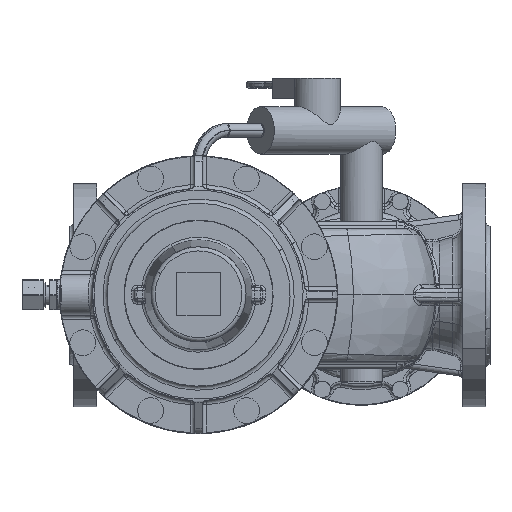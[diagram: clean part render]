
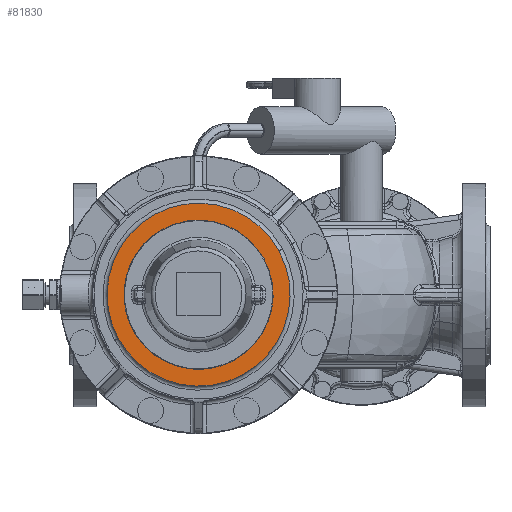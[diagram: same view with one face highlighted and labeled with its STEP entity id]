
A CAD part, top view. The second image highlights one B-rep face of the part: STEP entity #81830.
In plain terms, the highlighted planar face has unit normal (0, 0, 1).
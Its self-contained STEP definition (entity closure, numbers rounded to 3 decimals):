
#81345=AXIS2_PLACEMENT_3D('Circle Axis2P3D',#81343,#81344,$) ;
#81369=AXIS2_PLACEMENT_3D('Circle Axis2P3D',#81367,#81368,$) ;
#81798=AXIS2_PLACEMENT_3D('Plane Axis2P3D',#81795,#81796,#81797) ;
#81806=AXIS2_PLACEMENT_3D('Circle Axis2P3D',#81804,#81805,$) ;
#81815=AXIS2_PLACEMENT_3D('Circle Axis2P3D',#81813,#81814,$) ;
#81822=AXIS2_PLACEMENT_3D('Circle Axis2P3D',#81820,#81821,$) ;
#81340=CARTESIAN_POINT('Vertex',(-59.237,-32.361,221.)) ;
#81343=CARTESIAN_POINT('Axis2P3D Location',(0.,0.,221.)) ;
#81347=CARTESIAN_POINT('Vertex',(59.237,32.361,221.)) ;
#81367=CARTESIAN_POINT('Axis2P3D Location',(0.,0.,221.)) ;
#81795=CARTESIAN_POINT('Axis2P3D Location',(10.,0.,221.)) ;
#81804=CARTESIAN_POINT('Axis2P3D Location',(0.,0.,221.)) ;
#81808=CARTESIAN_POINT('Vertex',(26.129,-47.828,221.)) ;
#81810=CARTESIAN_POINT('Vertex',(-26.129,47.828,221.)) ;
#81813=CARTESIAN_POINT('Axis2P3D Location',(0.,0.,221.)) ;
#81817=CARTESIAN_POINT('Vertex',(20.212,-50.613,221.)) ;
#81820=CARTESIAN_POINT('Axis2P3D Location',(0.,0.,221.)) ;
#81344=DIRECTION('Axis2P3D Direction',(0.,-0.,1.)) ;
#81368=DIRECTION('Axis2P3D Direction',(0.,-0.,1.)) ;
#81796=DIRECTION('Axis2P3D Direction',(0.,0.,1.)) ;
#81797=DIRECTION('Axis2P3D XDirection',(1.,0.,0.)) ;
#81805=DIRECTION('Axis2P3D Direction',(0.,0.,1.)) ;
#81814=DIRECTION('Axis2P3D Direction',(0.,0.,1.)) ;
#81821=DIRECTION('Axis2P3D Direction',(0.,0.,1.)) ;
#81801=ORIENTED_EDGE('',*,*,#81371,.T.) ;
#81802=ORIENTED_EDGE('',*,*,#81349,.T.) ;
#81826=ORIENTED_EDGE('',*,*,#81812,.F.) ;
#81827=ORIENTED_EDGE('',*,*,#81819,.F.) ;
#81828=ORIENTED_EDGE('',*,*,#81824,.F.) ;
#81829=FACE_BOUND('',#81825,.T.) ;
#81830=ADVANCED_FACE('Brep With Voids',(#81803,#81829),#81799,.T.) ;
#81346=CIRCLE('generated circle',#81345,67.5) ;
#81370=CIRCLE('generated circle',#81369,67.5) ;
#81807=CIRCLE('generated circle',#81806,54.5) ;
#81816=CIRCLE('generated circle',#81815,54.5) ;
#81823=CIRCLE('generated circle',#81822,54.5) ;
#81349=EDGE_CURVE('',#81348,#81341,#81346,.T.) ;
#81371=EDGE_CURVE('',#81341,#81348,#81370,.T.) ;
#81812=EDGE_CURVE('',#81809,#81811,#81807,.T.) ;
#81819=EDGE_CURVE('',#81818,#81809,#81816,.T.) ;
#81824=EDGE_CURVE('',#81811,#81818,#81823,.T.) ;
#81800=EDGE_LOOP('',(#81801,#81802)) ;
#81825=EDGE_LOOP('',(#81826,#81827,#81828)) ;
#81803=FACE_OUTER_BOUND('',#81800,.T.) ;
#81799=PLANE('Plane',#81798) ;
#81341=VERTEX_POINT('',#81340) ;
#81348=VERTEX_POINT('',#81347) ;
#81809=VERTEX_POINT('',#81808) ;
#81811=VERTEX_POINT('',#81810) ;
#81818=VERTEX_POINT('',#81817) ;
